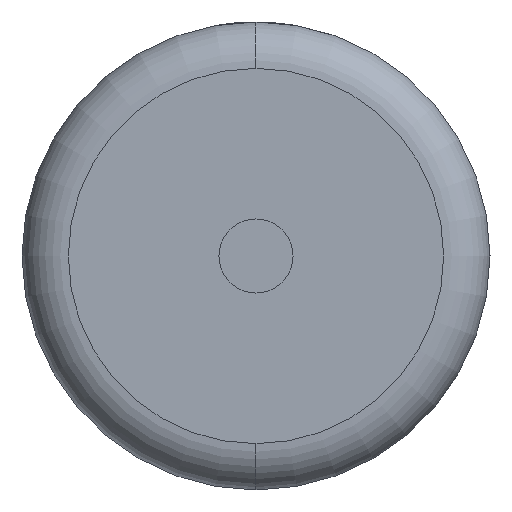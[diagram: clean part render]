
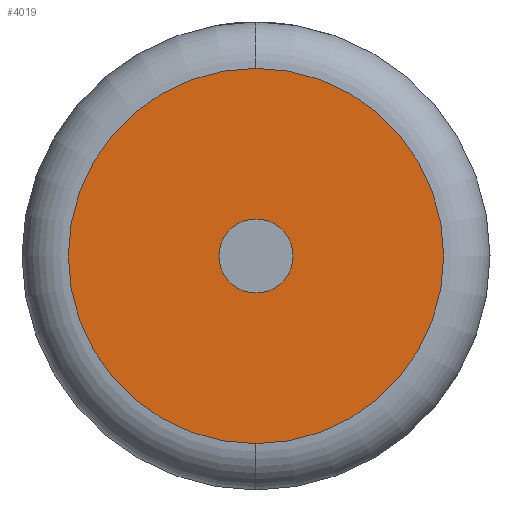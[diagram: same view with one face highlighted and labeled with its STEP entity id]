
A CAD part, left-side view. The second image highlights one B-rep face of the part: STEP entity #4019.
In plain terms, the highlighted planar face has unit normal (-1, 0, 0).
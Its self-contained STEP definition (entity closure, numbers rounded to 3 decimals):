
#185 = EDGE_LOOP ( 'NONE', ( #2346, #3784 ) ) ;
#213 = CARTESIAN_POINT ( 'NONE',  ( 0., 0., -4. ) ) ;
#259 = DIRECTION ( 'NONE',  ( -1., 0., 0. ) ) ;
#404 = DIRECTION ( 'NONE',  ( 1., 0., 0. ) ) ;
#609 = AXIS2_PLACEMENT_3D ( 'NONE', #1135, #1414, #1092 ) ;
#743 = CARTESIAN_POINT ( 'NONE',  ( 0., 0., 0. ) ) ;
#782 = FACE_OUTER_BOUND ( 'NONE', #1761, .T. ) ;
#816 = CARTESIAN_POINT ( 'NONE',  ( 0., 0., -20.252 ) ) ;
#1024 = CARTESIAN_POINT ( 'NONE',  ( 0., 0., 20.252 ) ) ;
#1092 = DIRECTION ( 'NONE',  ( 0., 0., -1. ) ) ;
#1135 = CARTESIAN_POINT ( 'NONE',  ( 0., 0., 0. ) ) ;
#1333 = PLANE ( 'NONE',  #2206 ) ;
#1414 = DIRECTION ( 'NONE',  ( -1., 0., 0. ) ) ;
#1494 = AXIS2_PLACEMENT_3D ( 'NONE', #2423, #259, #2436 ) ;
#1707 = VERTEX_POINT ( 'NONE', #213 ) ;
#1723 = ORIENTED_EDGE ( 'NONE', *, *, #3369, .T. ) ;
#1761 = EDGE_LOOP ( 'NONE', ( #1723, #3999 ) ) ;
#1775 = DIRECTION ( 'NONE',  ( 0., 0., -1. ) ) ;
#1864 = VERTEX_POINT ( 'NONE', #816 ) ;
#2074 = CIRCLE ( 'NONE', #2982, 4. ) ;
#2196 = FACE_BOUND ( 'NONE', #185, .T. ) ;
#2206 = AXIS2_PLACEMENT_3D ( 'NONE', #3490, #404, #3458 ) ;
#2346 = ORIENTED_EDGE ( 'NONE', *, *, #2388, .F. ) ;
#2388 = EDGE_CURVE ( 'NONE', #1707, #2504, #2855, .T. ) ;
#2423 = CARTESIAN_POINT ( 'NONE',  ( 0., 0., 0. ) ) ;
#2436 = DIRECTION ( 'NONE',  ( 0., 0., -1. ) ) ;
#2504 = VERTEX_POINT ( 'NONE', #4015 ) ;
#2716 = CARTESIAN_POINT ( 'NONE',  ( 0., 0., 0. ) ) ;
#2761 = VERTEX_POINT ( 'NONE', #1024 ) ;
#2855 = CIRCLE ( 'NONE', #609, 4. ) ;
#2982 = AXIS2_PLACEMENT_3D ( 'NONE', #2716, #3018, #1775 ) ;
#3018 = DIRECTION ( 'NONE',  ( -1., 0., 0. ) ) ;
#3071 = CIRCLE ( 'NONE', #1494, 20.252 ) ;
#3233 = DIRECTION ( 'NONE',  ( -1., 0., 0. ) ) ;
#3356 = AXIS2_PLACEMENT_3D ( 'NONE', #743, #3233, #3532 ) ;
#3369 = EDGE_CURVE ( 'NONE', #1864, #2761, #4026, .T. ) ;
#3458 = DIRECTION ( 'NONE',  ( 0., 0., -1. ) ) ;
#3490 = CARTESIAN_POINT ( 'NONE',  ( 0., 0., 0. ) ) ;
#3496 = EDGE_CURVE ( 'NONE', #2504, #1707, #2074, .T. ) ;
#3532 = DIRECTION ( 'NONE',  ( 0., 0., -1. ) ) ;
#3611 = EDGE_CURVE ( 'NONE', #2761, #1864, #3071, .T. ) ;
#3784 = ORIENTED_EDGE ( 'NONE', *, *, #3496, .F. ) ;
#3999 = ORIENTED_EDGE ( 'NONE', *, *, #3611, .T. ) ;
#4015 = CARTESIAN_POINT ( 'NONE',  ( 0., 0., 4. ) ) ;
#4019 = ADVANCED_FACE ( 'NONE', ( #782, #2196 ), #1333, .F. ) ;
#4026 = CIRCLE ( 'NONE', #3356, 20.252 ) ;
